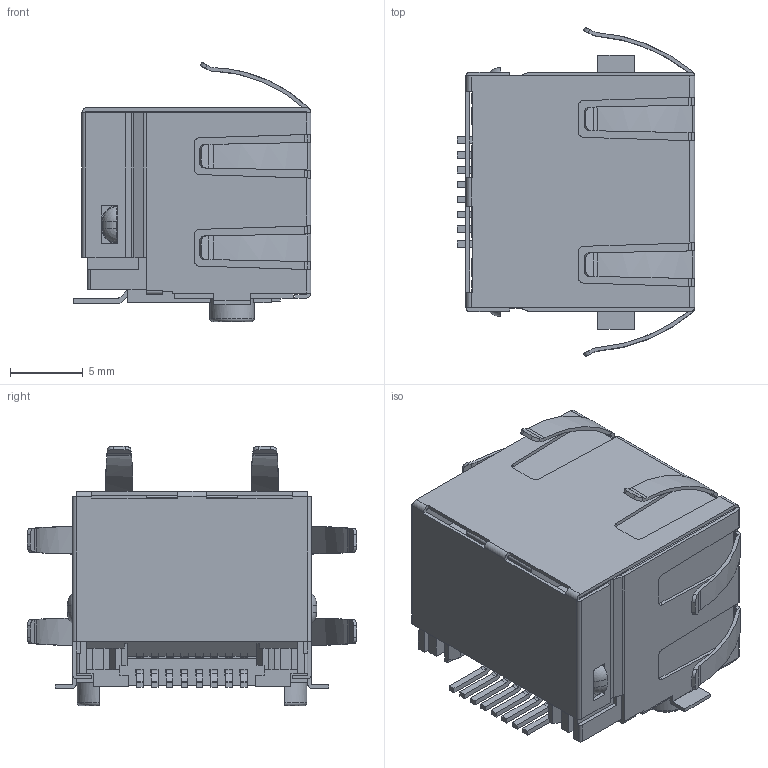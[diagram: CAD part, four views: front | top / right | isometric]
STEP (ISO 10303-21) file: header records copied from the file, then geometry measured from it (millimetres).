
FILE_DESCRIPTION(/* description */ ('Unknown'),/* implementation_level */ '2;1');
FILE_NAME(/* name */ 'J_Wurth_WR-MJ_634008149721',/* time_stamp */ '2025-06-23T15:56:24+08:00',/* author */ ('Unknown'),/* organization */ ('Unknown'),/* preprocessor_version */ 'ST-DEVELOPER v19.4',/* originating_system */ 'Solid Edge',/* authorisation */ 'Unknown');
FILE_SCHEMA (('PROCESS_PLANNING_SCHEMA','AUTOMOTIVE_DESIGN {1 0 10303 214 3 1 1}'));
Length unit declared in the file: millimetre
Products named in the file (2): J_Wurth_WR-MJ_634008149721
Assembly tree (1 placements, depth 2):
  J_Wurth_WR-MJ_634008149721
    J_Wurth_WR-MJ_634008149721
Bounding box: 16.3 x 22.62 x 17.79 mm (x, y, z)
Volume: 1506.8 mm3; surface area: 3652.5 mm2
Topology: 1 solids, 1 shells, 888 faces, 2650 edges, 1685 vertices
Faces by surface type: plane 682, cylinder 186, torus 10, sphere 10
Entity records: 35741 total; most frequent: ORIENTED_EDGE 5280, CARTESIAN_POINT 5227, DIRECTION 4864, EDGE_CURVE 2640, LINE 2188, VECTOR 2188, VERTEX_POINT 1685, AXIS2_PLACEMENT_3D 1338
